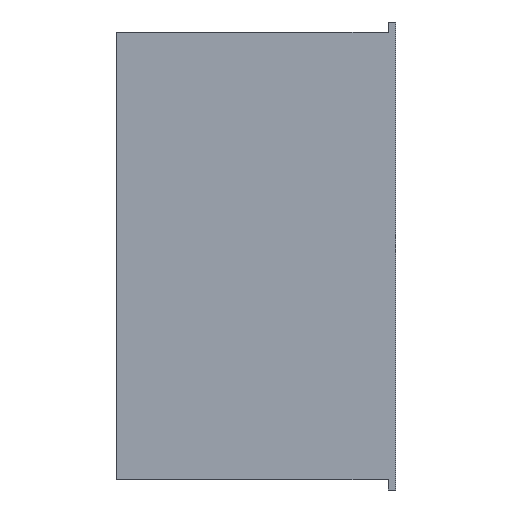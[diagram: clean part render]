
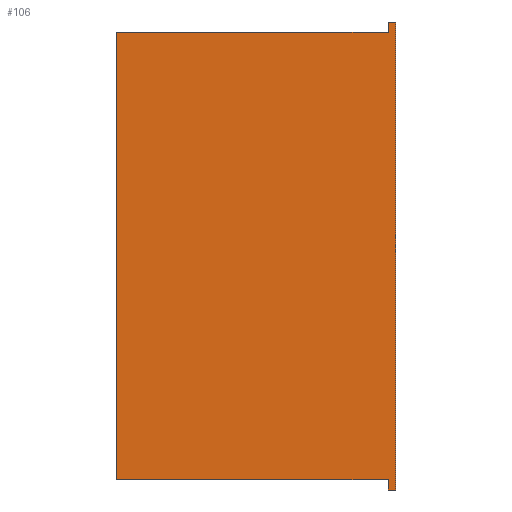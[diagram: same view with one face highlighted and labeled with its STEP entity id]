
A CAD part, front view. The second image highlights one B-rep face of the part: STEP entity #106.
In plain terms, the highlighted planar face has unit normal (0, -1, 0).
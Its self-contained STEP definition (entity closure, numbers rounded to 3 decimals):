
#16 = VECTOR ( 'NONE', #508, 1000. ) ;
#42 = CARTESIAN_POINT ( 'NONE',  ( 54., -4., -89. ) ) ;
#45 = CARTESIAN_POINT ( 'NONE',  ( 54., -4., 93. ) ) ;
#57 = VECTOR ( 'NONE', #875, 1000. ) ;
#69 = LINE ( 'NONE', #1081, #711 ) ;
#72 = LINE ( 'NONE', #194, #16 ) ;
#85 = EDGE_CURVE ( 'NONE', #347, #225, #72, .T. ) ;
#106 = ADVANCED_FACE ( 'NONE', ( #397 ), #894, .T. ) ;
#107 = LINE ( 'NONE', #712, #383 ) ;
#144 = DIRECTION ( 'NONE',  ( 0., 0., -1. ) ) ;
#167 = DIRECTION ( 'NONE',  ( 0., 0., -1. ) ) ;
#168 = LINE ( 'NONE', #443, #57 ) ;
#179 = VECTOR ( 'NONE', #369, 1000. ) ;
#194 = CARTESIAN_POINT ( 'NONE',  ( -54., -4., 89. ) ) ;
#208 = CARTESIAN_POINT ( 'NONE',  ( 57., -4., -93. ) ) ;
#219 = DIRECTION ( 'NONE',  ( -1., 0., 0. ) ) ;
#225 = VERTEX_POINT ( 'NONE', #843 ) ;
#287 = LINE ( 'NONE', #1061, #1080 ) ;
#309 = EDGE_LOOP ( 'NONE', ( #488, #861, #927, #936, #917, #599, #996, #322 ) ) ;
#322 = ORIENTED_EDGE ( 'NONE', *, *, #85, .T. ) ;
#347 = VERTEX_POINT ( 'NONE', #862 ) ;
#369 = DIRECTION ( 'NONE',  ( -1., 0., 0. ) ) ;
#375 = DIRECTION ( 'NONE',  ( -1., 0., 0. ) ) ;
#376 = LINE ( 'NONE', #527, #495 ) ;
#383 = VECTOR ( 'NONE', #631, 1000. ) ;
#397 = FACE_OUTER_BOUND ( 'NONE', #309, .T. ) ;
#427 = CARTESIAN_POINT ( 'NONE',  ( 54., -4., 93. ) ) ;
#443 = CARTESIAN_POINT ( 'NONE',  ( 57., -4., 93. ) ) ;
#452 = LINE ( 'NONE', #208, #179 ) ;
#459 = DIRECTION ( 'NONE',  ( 0., 0., -1. ) ) ;
#478 = AXIS2_PLACEMENT_3D ( 'NONE', #643, #985, #167 ) ;
#488 = ORIENTED_EDGE ( 'NONE', *, *, #557, .T. ) ;
#489 = VERTEX_POINT ( 'NONE', #966 ) ;
#495 = VECTOR ( 'NONE', #375, 1000. ) ;
#508 = DIRECTION ( 'NONE',  ( 0., 0., -1. ) ) ;
#521 = EDGE_CURVE ( 'NONE', #628, #1054, #168, .T. ) ;
#527 = CARTESIAN_POINT ( 'NONE',  ( 54., -4., 89. ) ) ;
#557 = EDGE_CURVE ( 'NONE', #225, #1049, #107, .T. ) ;
#599 = ORIENTED_EDGE ( 'NONE', *, *, #766, .T. ) ;
#627 = EDGE_CURVE ( 'NONE', #628, #967, #69, .T. ) ;
#628 = VERTEX_POINT ( 'NONE', #699 ) ;
#631 = DIRECTION ( 'NONE',  ( 1., 0., 0. ) ) ;
#643 = CARTESIAN_POINT ( 'NONE',  ( 0., -4., 0. ) ) ;
#649 = VERTEX_POINT ( 'NONE', #974 ) ;
#699 = CARTESIAN_POINT ( 'NONE',  ( 57., -4., 93. ) ) ;
#711 = VECTOR ( 'NONE', #219, 1000. ) ;
#712 = CARTESIAN_POINT ( 'NONE',  ( -54., -4., -89. ) ) ;
#721 = EDGE_CURVE ( 'NONE', #649, #347, #376, .T. ) ;
#732 = EDGE_CURVE ( 'NONE', #1054, #489, #452, .T. ) ;
#766 = EDGE_CURVE ( 'NONE', #967, #649, #930, .T. ) ;
#843 = CARTESIAN_POINT ( 'NONE',  ( -54., -4., -89. ) ) ;
#844 = VECTOR ( 'NONE', #459, 1000. ) ;
#861 = ORIENTED_EDGE ( 'NONE', *, *, #1044, .T. ) ;
#862 = CARTESIAN_POINT ( 'NONE',  ( -54., -4., 89. ) ) ;
#875 = DIRECTION ( 'NONE',  ( 0., 0., -1. ) ) ;
#894 = PLANE ( 'NONE',  #478 ) ;
#917 = ORIENTED_EDGE ( 'NONE', *, *, #627, .T. ) ;
#927 = ORIENTED_EDGE ( 'NONE', *, *, #732, .F. ) ;
#930 = LINE ( 'NONE', #45, #844 ) ;
#936 = ORIENTED_EDGE ( 'NONE', *, *, #521, .F. ) ;
#966 = CARTESIAN_POINT ( 'NONE',  ( 54., -4., -93. ) ) ;
#967 = VERTEX_POINT ( 'NONE', #427 ) ;
#969 = CARTESIAN_POINT ( 'NONE',  ( 57., -4., -93. ) ) ;
#974 = CARTESIAN_POINT ( 'NONE',  ( 54., -4., 89. ) ) ;
#985 = DIRECTION ( 'NONE',  ( 0., -1., 0. ) ) ;
#996 = ORIENTED_EDGE ( 'NONE', *, *, #721, .T. ) ;
#1044 = EDGE_CURVE ( 'NONE', #1049, #489, #287, .T. ) ;
#1049 = VERTEX_POINT ( 'NONE', #42 ) ;
#1054 = VERTEX_POINT ( 'NONE', #969 ) ;
#1061 = CARTESIAN_POINT ( 'NONE',  ( 54., -4., 93. ) ) ;
#1080 = VECTOR ( 'NONE', #144, 1000. ) ;
#1081 = CARTESIAN_POINT ( 'NONE',  ( 57., -4., 93. ) ) ;
